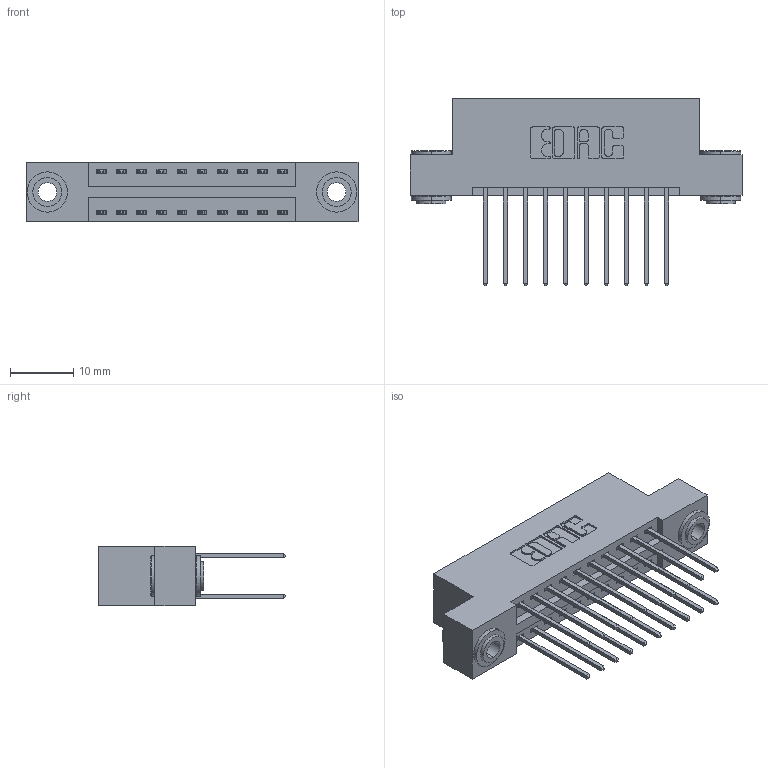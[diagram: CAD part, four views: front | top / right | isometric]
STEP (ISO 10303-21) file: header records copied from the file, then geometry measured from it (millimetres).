
FILE_DESCRIPTION (( 'STEP AP203' ), '1' );
FILE_NAME ('346-020-540-203.STEP', '2022-05-18T19:16:30', ( '' ), ( '' ), 'SwSTEP 2.0', 'SolidWorks 2020', '' );
FILE_SCHEMA (( 'CONFIG_CONTROL_DESIGN' ));
Length unit declared in the file: inch
Products named in the file (4): 345-250-002_345-250-002-102; 346 Part_Flush Mounting Lugs - 0.156 Dia-TH; 346-020-540-203; 345-292-001_345-293-140
Assembly tree (23 placements, depth 2):
  346-020-540-203
    346 Part_Flush Mounting Lugs - 0.156 Dia-TH
    345-292-001_345-293-140  x20
    345-250-002_345-250-002-102  x2
Bounding box: 52.32 x 29.46 x 9.4 mm (x, y, z)
Volume: 4930.8 mm3; surface area: 6882.1 mm2
Topology: 23 solids, 23 shells, 1214 faces, 3541 edges, 2330 vertices
Faces by surface type: plane 800, cylinder 406, cone 8
Entity records: 11918 total; most frequent: CARTESIAN_POINT 1989, ORIENTED_EDGE 1914, DIRECTION 1835, EDGE_CURVE 957, VECTOR 761, LINE 761, VERTEX_POINT 634, AXIS2_PLACEMENT_3D 537
